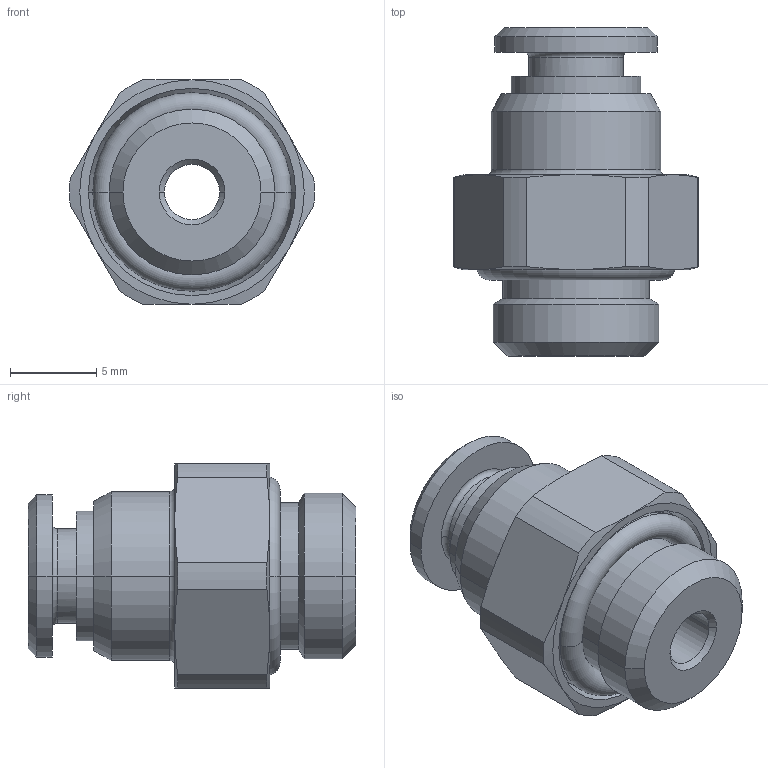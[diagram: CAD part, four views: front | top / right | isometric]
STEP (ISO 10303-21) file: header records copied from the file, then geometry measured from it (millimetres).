
FILE_DESCRIPTION((''),'2;1');
FILE_NAME('mxm.12.04.18',(''),('sopra-pneumatic'),'PRO/ENGINEER BY PARAMETRIC TECHNOLOGY CORPORATION, 2015110','PRO/ENGINEER BY PARAMETRIC TECHNOLOGY CORPORATION, 2015110','');
FILE_SCHEMA(('CONFIG_CONTROL_DESIGN'));
Length unit declared in the file: millimetre
Products named in the file (1): 380056B_951X4-4FF-1-8
Bounding box: 14.19 x 19 x 13 mm (x, y, z)
Volume: 1396.5 mm3; surface area: 1462.8 mm2
Topology: 2 solids, 2 shells, 90 faces, 202 edges, 120 vertices
Faces by surface type: cone 32, cylinder 26, plane 20, torus 12
Entity records: 2586 total; most frequent: CARTESIAN_POINT 500, DIRECTION 462, ORIENTED_EDGE 404, EDGE_CURVE 202, AXIS2_PLACEMENT_3D 198, VERTEX_POINT 120, CIRCLE 108, EDGE_LOOP 102
